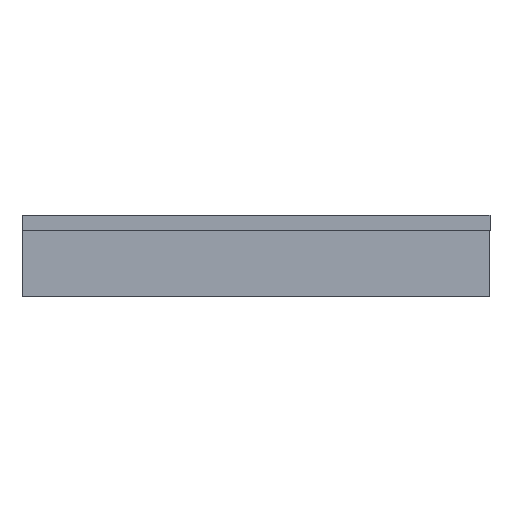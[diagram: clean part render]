
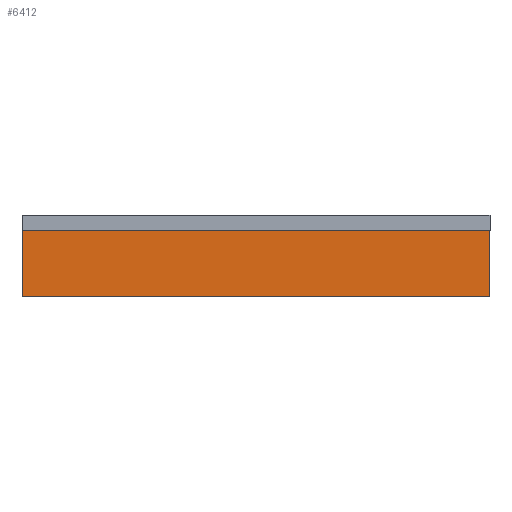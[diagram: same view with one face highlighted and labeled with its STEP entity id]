
A CAD part, front view. The second image highlights one B-rep face of the part: STEP entity #6412.
In plain terms, the highlighted planar face has unit normal (0, -1, 0).
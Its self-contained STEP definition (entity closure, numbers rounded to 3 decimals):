
#1152=FACE_OUTER_BOUND('',#1515,.T.);
#1515=EDGE_LOOP('',(#5262,#5263,#5264,#5265));
#2231=LINE('',#10138,#2705);
#2244=LINE('',#10183,#2718);
#2245=LINE('',#10186,#2719);
#2246=LINE('',#10187,#2720);
#2705=VECTOR('',#8195,10.);
#2718=VECTOR('',#8242,10.);
#2719=VECTOR('',#8245,10.);
#2720=VECTOR('',#8246,10.);
#3175=VERTEX_POINT('',#10135);
#3176=VERTEX_POINT('',#10137);
#3191=VERTEX_POINT('',#10181);
#3192=VERTEX_POINT('',#10185);
#3913=EDGE_CURVE('',#3175,#3176,#2231,.T.);
#3936=EDGE_CURVE('',#3191,#3176,#2244,.T.);
#3937=EDGE_CURVE('',#3191,#3192,#2245,.T.);
#3938=EDGE_CURVE('',#3192,#3175,#2246,.T.);
#5262=ORIENTED_EDGE('',*,*,#3937,.F.);
#5263=ORIENTED_EDGE('',*,*,#3936,.T.);
#5264=ORIENTED_EDGE('',*,*,#3913,.F.);
#5265=ORIENTED_EDGE('',*,*,#3938,.F.);
#6244=PLANE('',#6904);
#6412=ADVANCED_FACE('',(#1152),#6244,.T.);
#6904=AXIS2_PLACEMENT_3D('',#10184,#8243,#8244);
#8195=DIRECTION('',(1.,0.,0.));
#8242=DIRECTION('',(0.,0.,1.));
#8243=DIRECTION('center_axis',(0.,-1.,0.));
#8244=DIRECTION('ref_axis',(1.,0.,0.));
#8245=DIRECTION('',(-1.,0.,0.));
#8246=DIRECTION('',(0.,0.,1.));
#10135=CARTESIAN_POINT('',(-45.75,-59.,13.));
#10137=CARTESIAN_POINT('',(45.75,-59.,13.));
#10138=CARTESIAN_POINT('',(-22.875,-59.,13.));
#10181=CARTESIAN_POINT('',(45.75,-59.,0.));
#10183=CARTESIAN_POINT('',(45.75,-59.,0.));
#10184=CARTESIAN_POINT('Origin',(-45.75,-59.,0.));
#10185=CARTESIAN_POINT('',(-45.75,-59.,0.));
#10186=CARTESIAN_POINT('',(45.75,-59.,0.));
#10187=CARTESIAN_POINT('',(-45.75,-59.,0.));
